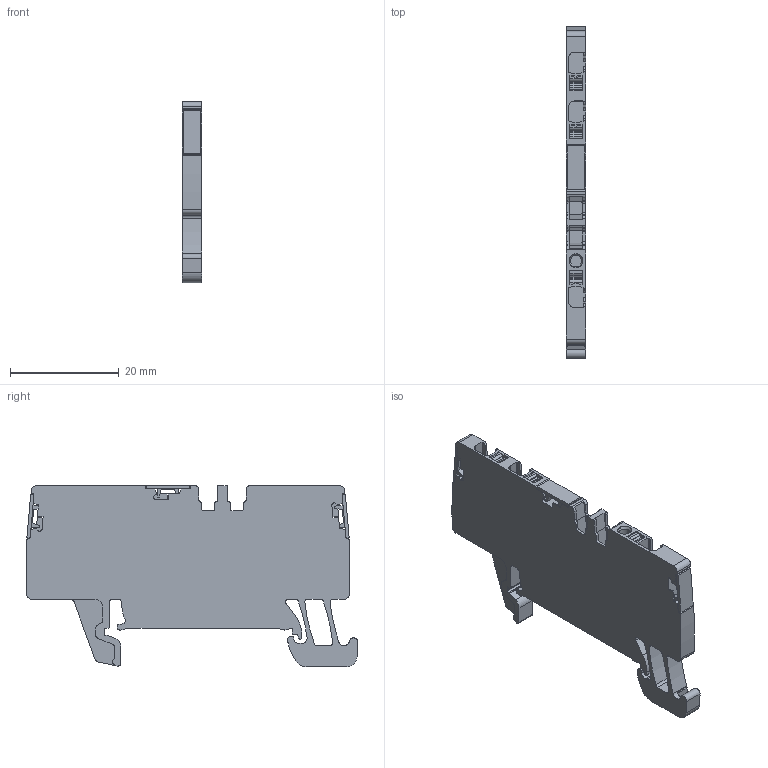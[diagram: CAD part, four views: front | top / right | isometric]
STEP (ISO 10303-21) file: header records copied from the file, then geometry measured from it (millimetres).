
FILE_DESCRIPTION(('CATIA V5R22 STEP214','CAx-IF Rec.Pracs.--- Model Styling and Organization---1.4--- 2014-01-23'),'2;1');
FILE_NAME ('1135635-1_1', '2019-07-02T09:43:31+00:00', ('Weidmueller Interface'), ('Weidmueller'), 'CATIA Version 5-6 Release 2016 SP3 HF44', 'CATIA V5 STEP AP214', 'none');
FILE_SCHEMA(('AUTOMOTIVE_DESIGN { 1 0 10303 214 1 1 1 1 }'));
Length unit declared in the file: millimetre
Products named in the file (1): 2674640000_A3C_1-5_DL_BL
Bounding box: 3.5 x 61.08 x 33.4 mm (x, y, z)
Volume: 4710 mm3; surface area: 4841.3 mm2
Topology: 7 solids, 7 shells, 688 faces, 1935 edges, 1275 vertices
Faces by surface type: plane 356, cylinder 271, extrusion 37, torus 20, cone 4
Entity records: 21731 total; most frequent: CARTESIAN_POINT 4492, ORIENTED_EDGE 3870, DIRECTION 2993, EDGE_CURVE 1935, VECTOR 1339, LINE 1302, VERTEX_POINT 1275, AXIS2_PLACEMENT_3D 1099
